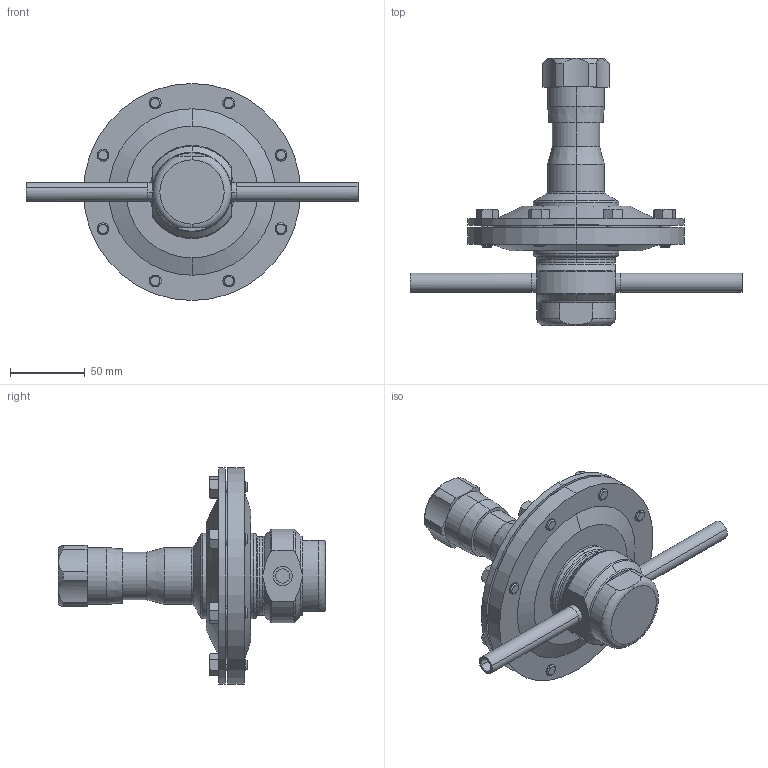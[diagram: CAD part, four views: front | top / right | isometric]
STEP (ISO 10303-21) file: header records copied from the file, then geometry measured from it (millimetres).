
FILE_DESCRIPTION (( 'STEP AP203' ), '1' );
FILE_NAME ('JSRLP-050-TA.STEP', '2017-06-28T13:44:12', ( '' ), ( '' ), 'SwSTEP 2.0', 'SolidWorks 2014', '' );
FILE_SCHEMA (( 'CONFIG_CONTROL_DESIGN' ));
Length unit declared in the file: inch
Products named in the file (2): JSRLP-050-TA
Bounding box: 221.55 x 178.18 x 144.78 mm (x, y, z)
Volume: 599593.9 mm3; surface area: 111305.7 mm2
Topology: 1 solids, 1 shells, 342 faces, 767 edges, 466 vertices
Faces by surface type: cone 133, plane 101, cylinder 82, torus 26
Entity records: 10338 total; most frequent: CARTESIAN_POINT 2515, DIRECTION 1685, ORIENTED_EDGE 1534, EDGE_CURVE 767, AXIS2_PLACEMENT_3D 712, VERTEX_POINT 466, EDGE_LOOP 395, CIRCLE 368
